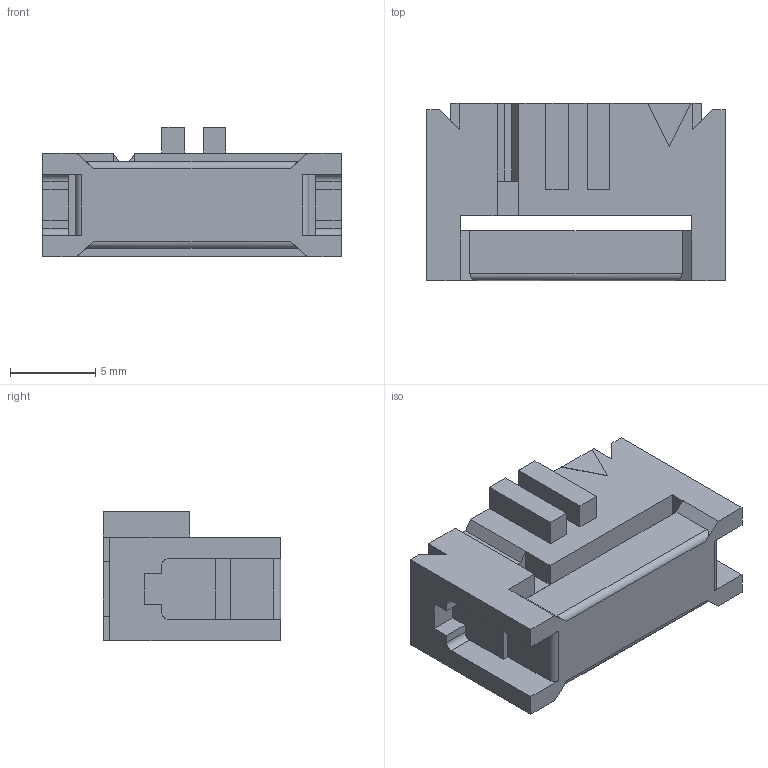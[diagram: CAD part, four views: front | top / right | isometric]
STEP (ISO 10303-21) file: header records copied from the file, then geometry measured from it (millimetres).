
FILE_DESCRIPTION (( 'STEP AP214' ), '1' );
FILE_NAME ('3MDEFAU02082334383360.step', '2006-02-09T04:34:39', ( 'sysAdmin' ), ( 'SolidWorks' ), 'SwSTEP 2.0', 'SolidWorks 2006032', '' );
FILE_SCHEMA (( 'AUTOMOTIVE_DESIGN' ));
Length unit declared in the file: inch
Products named in the file (1): 3MDEFAU02082334383360
Bounding box: 17.53 x 10.41 x 7.62 mm (x, y, z)
Volume: 858.5 mm3; surface area: 1112 mm2
Topology: 1 solids, 1 shells, 167 faces, 465 edges, 306 vertices
Faces by surface type: plane 159, cylinder 8
Entity records: 7256 total; most frequent: CARTESIAN_POINT 951, ORIENTED_EDGE 930, DIRECTION 809, EDGE_CURVE 465, VECTOR 449, LINE 449, VERTEX_POINT 306, EDGE_LOOP 195
